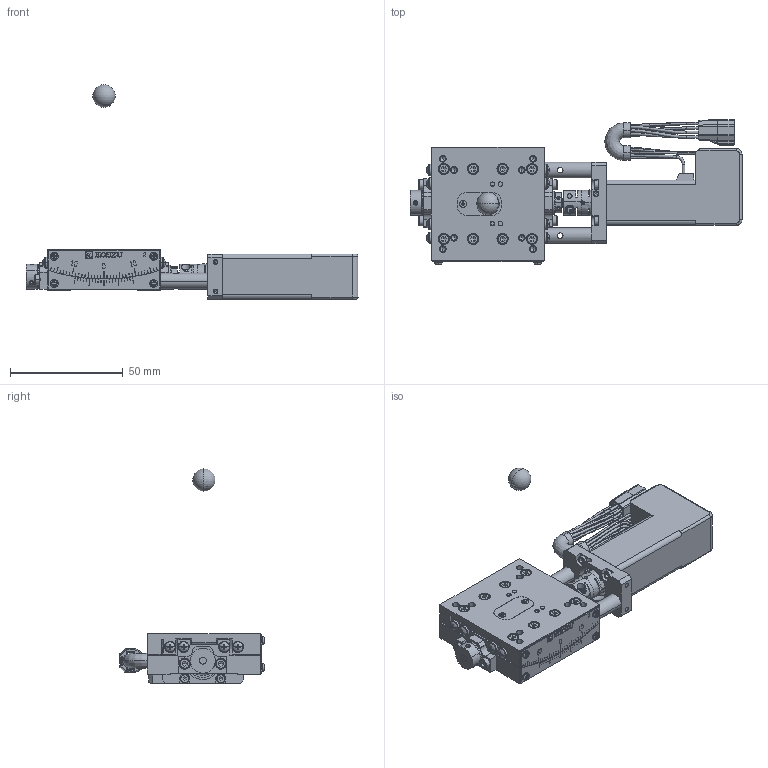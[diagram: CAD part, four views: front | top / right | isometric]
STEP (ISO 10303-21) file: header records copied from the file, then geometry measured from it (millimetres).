
FILE_DESCRIPTION( (''), '2;1');
FILE_NAME ('DR051312-0001-000-00.stp','2019-04-18T20:01:13',(''),(''),'spGate 13.4.4','','');
FILE_SCHEMA (('AUTOMOTIVE_DESIGN'));
Length unit declared in the file: millimetre
Products named in the file (8): Assembly; DR051312-0001-000-00-prt0; DR051312-0001-000-00-prt1; DR051312-0001-000-00-prt2; DR051312-0001-000-00-prt3; DR051312-0001-000-00-prt4; DR051312-0001-000-00-prt5; DR051312-0001-000-00-prt6
Assembly tree (7 placements, depth 2):
  Assembly
    DR051312-0001-000-00-prt0
    DR051312-0001-000-00-prt1
    DR051312-0001-000-00-prt2
    DR051312-0001-000-00-prt3
    DR051312-0001-000-00-prt4
    DR051312-0001-000-00-prt5
    DR051312-0001-000-00-prt6
Bounding box: 147 x 64.16 x 95 mm (x, y, z)
Volume: 81654.5 mm3; surface area: 37979.3 mm2
Topology: 7 solids, 7 shells, 2777 faces, 6959 edges, 4302 vertices
Faces by surface type: plane 1540, cylinder 709, bspline 502, sphere 26
Entity records: 143485 total; most frequent: CARTESIAN_POINT 25925, ORIENTED_EDGE 13646, DIRECTION 12041, COLOUR_RGB 9607, PRESENTATION_STYLE_ASSIGNMENT 9607, STYLED_ITEM 9607, EDGE_CURVE 6823, DRAUGHTING_PRE_DEFINED_CURVE_FONT 6823
